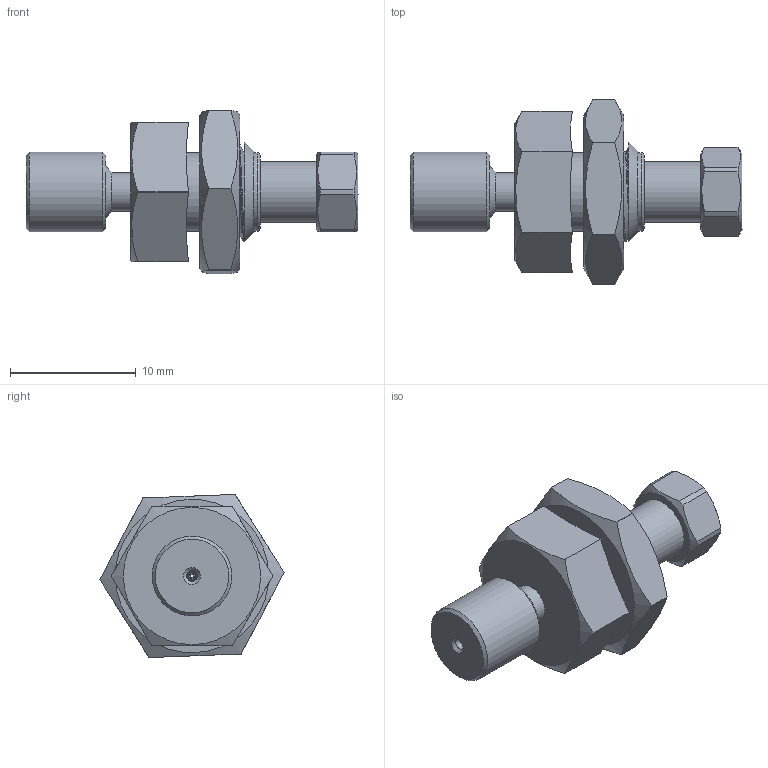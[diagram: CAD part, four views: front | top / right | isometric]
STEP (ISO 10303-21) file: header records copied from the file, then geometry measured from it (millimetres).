
FILE_DESCRIPTION((''),'2;1');
FILE_NAME('305175-EZBRU.51 Bulkhead internal-external reducing union.stp','2013-08-23T12:37:02',('Franzp'),(''),'Autodesk Inventor 2013','Autodesk Inventor 2013','');
FILE_SCHEMA(('AUTOMOTIVE_DESIGN { 1 0 10303 214 1 1 1 1 }'));
Length unit declared in the file: millimetre
Products named in the file (3): 3151a75; 315175; 310537
Assembly tree (2 placements, depth 2):
  3151a75
    315175
    310537
Bounding box: 26.41 x 14.65 x 12.97 mm (x, y, z)
Volume: 304.9 mm3; surface area: 1539.6 mm2
Topology: 1 solids, 9 shells, 79 faces, 217 edges, 141 vertices
Faces by surface type: plane 33, cylinder 22, cone 17, bspline 6, torus 1
Full cylindrical faces by diameter (mm): 0.84 x1, 1.727 x1, 3.06 x1, 4.826 x1, 6.28 x2, 6.35 x1, 6.368 x2, 6.782 x1
Entity records: 3308 total; most frequent: CARTESIAN_POINT 1385, DIRECTION 368, ORIENTED_EDGE 308, EDGE_CURVE 179, AXIS2_PLACEMENT_3D 166, VERTEX_POINT 131, EDGE_LOOP 122, CIRCLE 88
